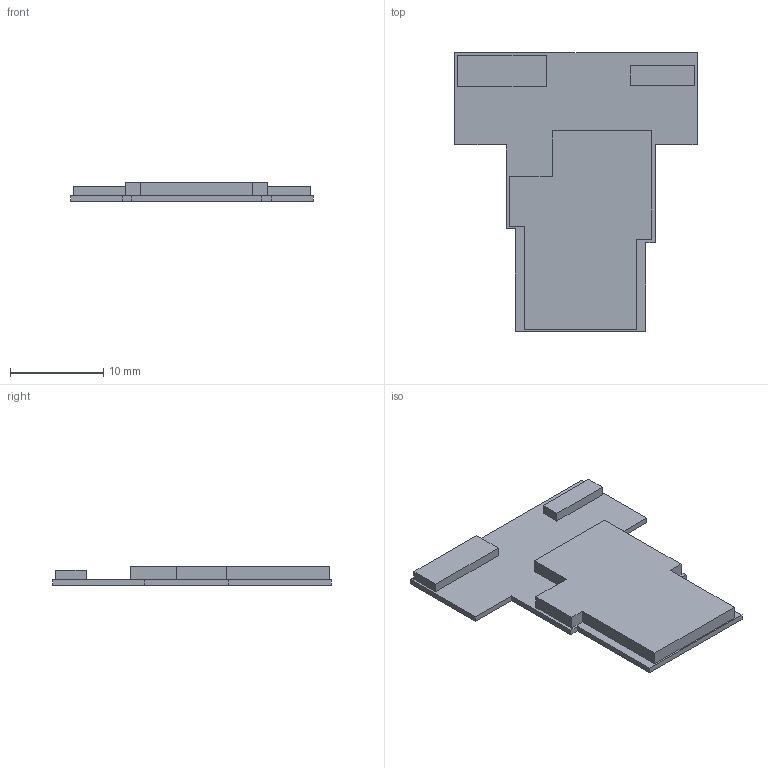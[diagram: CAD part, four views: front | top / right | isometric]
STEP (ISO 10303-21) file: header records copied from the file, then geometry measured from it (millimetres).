
FILE_DESCRIPTION(/* description */ ('STEP AP242','CAx-IF Rec.Pracs.---Representation and Presentation of Product Manufacturing Information (PMI)---4.0---2014-10-13','CAx-IF Rec.Pracs.---3D Tessellated Geometry---0.4---2014-09-14','2;1'),/* implementation_level */ '2;1');
FILE_NAME(/* name */ '668b029215e1ca44db4d1aec',/* time_stamp */ '2024-07-07T21:03:14Z',/* author */ (''),/* organization */ (''),/* preprocessor_version */ 'ST-DEVELOPER v20',/* originating_system */ ' ',/* authorisation */ ' ');
FILE_SCHEMA (('AP242_MANAGED_MODEL_BASED_3D_ENGINEERING_MIM_LF { 1 0 10303 442 1 1 4 }'));
Length unit declared in the file: metre
Products named in the file (4): Part 4; Part 3; Part 2; Part 1
Bounding box: 26 x 29.9 x 2 mm (x, y, z)
Volume: 757.8 mm3; surface area: 1958.4 mm2
Topology: 4 solids, 4 shells, 38 faces, 90 edges, 60 vertices
Faces by surface type: plane 38
Entity records: 1173 total; most frequent: CARTESIAN_POINT 192, ORIENTED_EDGE 180, DIRECTION 174, EDGE_CURVE 90, LINE 90, VECTOR 90, VERTEX_POINT 60, AXIS2_PLACEMENT_3D 42
